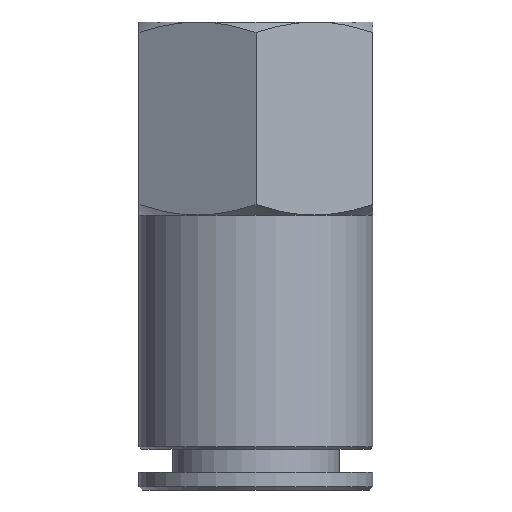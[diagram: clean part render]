
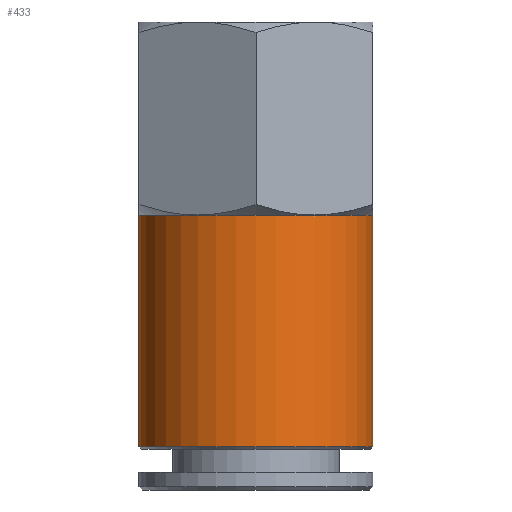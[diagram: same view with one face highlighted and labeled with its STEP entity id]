
A CAD part, front view. The second image highlights one B-rep face of the part: STEP entity #433.
In plain terms, the highlighted cylindrical face has radius 8 mm (diameter 16 mm), a full revolution.
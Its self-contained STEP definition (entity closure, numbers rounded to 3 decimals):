
#42=CYLINDRICAL_SURFACE('',#486,8.);
#48=CIRCLE('',#475,8.);
#49=CIRCLE('',#477,8.);
#50=CIRCLE('',#479,8.);
#51=CIRCLE('',#481,8.);
#52=CIRCLE('',#483,8.);
#53=CIRCLE('',#485,8.);
#54=CIRCLE('',#487,8.);
#93=ORIENTED_EDGE('',*,*,#207,.F.);
#94=ORIENTED_EDGE('',*,*,#196,.T.);
#95=ORIENTED_EDGE('',*,*,#194,.T.);
#96=ORIENTED_EDGE('',*,*,#191,.T.);
#97=ORIENTED_EDGE('',*,*,#200,.T.);
#98=ORIENTED_EDGE('',*,*,#206,.T.);
#99=ORIENTED_EDGE('',*,*,#202,.T.);
#191=EDGE_CURVE('',#247,#248,#48,.T.);
#194=EDGE_CURVE('',#250,#247,#49,.T.);
#196=EDGE_CURVE('',#252,#250,#50,.T.);
#200=EDGE_CURVE('',#248,#254,#51,.T.);
#202=EDGE_CURVE('',#256,#252,#52,.T.);
#206=EDGE_CURVE('',#254,#256,#53,.T.);
#207=EDGE_CURVE('',#258,#258,#54,.T.);
#247=VERTEX_POINT('',#672);
#248=VERTEX_POINT('',#677);
#250=VERTEX_POINT('',#685);
#252=VERTEX_POINT('',#698);
#254=VERTEX_POINT('',#713);
#256=VERTEX_POINT('',#722);
#258=VERTEX_POINT('',#740);
#315=EDGE_LOOP('',(#93));
#316=EDGE_LOOP('',(#94,#95,#96,#97,#98,#99));
#365=FACE_BOUND('',#315,.T.);
#366=FACE_BOUND('',#316,.T.);
#433=ADVANCED_FACE('',(#365,#366),#42,.T.);
#475=AXIS2_PLACEMENT_3D('',#678,#539,#540);
#477=AXIS2_PLACEMENT_3D('',#690,#543,#544);
#479=AXIS2_PLACEMENT_3D('',#697,#547,#548);
#481=AXIS2_PLACEMENT_3D('',#714,#551,#552);
#483=AXIS2_PLACEMENT_3D('',#721,#555,#556);
#485=AXIS2_PLACEMENT_3D('',#737,#559,#560);
#486=AXIS2_PLACEMENT_3D('',#738,#561,#562);
#487=AXIS2_PLACEMENT_3D('',#739,#563,#564);
#539=DIRECTION('',(0.,0.,-1.));
#540=DIRECTION('',(-1.,0.,0.));
#543=DIRECTION('',(0.,0.,-1.));
#544=DIRECTION('',(-1.,0.,0.));
#547=DIRECTION('',(0.,0.,-1.));
#548=DIRECTION('',(-1.,0.,0.));
#551=DIRECTION('',(0.,0.,-1.));
#552=DIRECTION('',(-1.,0.,0.));
#555=DIRECTION('',(0.,0.,-1.));
#556=DIRECTION('',(-1.,0.,0.));
#559=DIRECTION('',(0.,0.,-1.));
#560=DIRECTION('',(-1.,0.,0.));
#561=DIRECTION('',(0.,0.,-1.));
#562=DIRECTION('',(-1.,0.,0.));
#563=DIRECTION('',(0.,0.,-1.));
#564=DIRECTION('',(-1.,0.,0.));
#672=CARTESIAN_POINT('',(4.,6.928,18.8));
#677=CARTESIAN_POINT('',(8.,0.,18.8));
#678=CARTESIAN_POINT('',(0.,0.,18.8));
#685=CARTESIAN_POINT('',(-4.,6.928,18.8));
#690=CARTESIAN_POINT('',(0.,0.,18.8));
#697=CARTESIAN_POINT('',(0.,0.,18.8));
#698=CARTESIAN_POINT('',(-8.,0.,18.8));
#713=CARTESIAN_POINT('',(4.,-6.928,18.8));
#714=CARTESIAN_POINT('',(0.,0.,18.8));
#721=CARTESIAN_POINT('',(0.,0.,18.8));
#722=CARTESIAN_POINT('',(-4.,-6.928,18.8));
#737=CARTESIAN_POINT('',(0.,0.,18.8));
#738=CARTESIAN_POINT('',(0.,0.,0.));
#739=CARTESIAN_POINT('',(0.,0.,2.941));
#740=CARTESIAN_POINT('',(-8.,0.,2.941));
